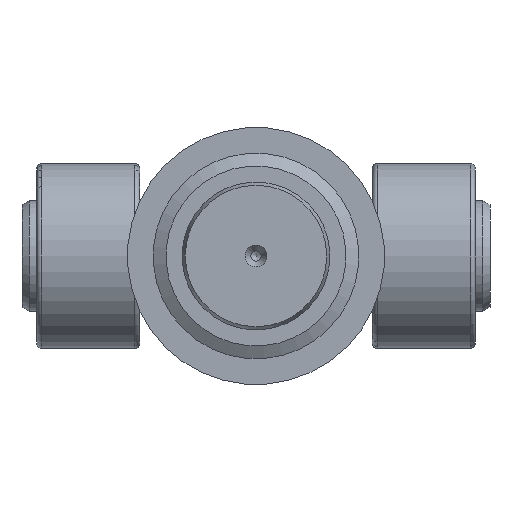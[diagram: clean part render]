
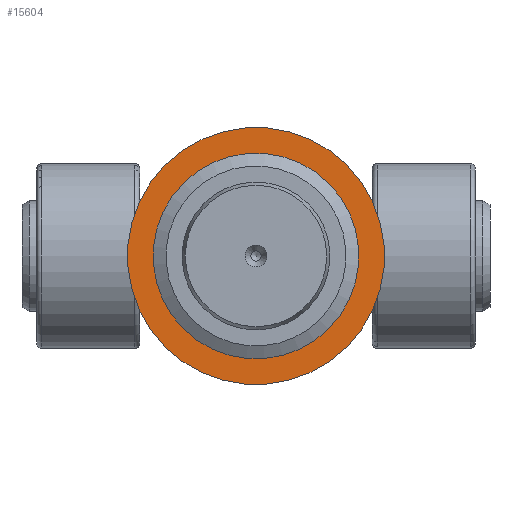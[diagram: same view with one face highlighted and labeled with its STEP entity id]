
A CAD part, front view. The second image highlights one B-rep face of the part: STEP entity #15604.
In plain terms, the highlighted face is planar.
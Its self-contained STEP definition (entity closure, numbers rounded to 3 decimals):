
#4020=PLANE('',#16537);
#4224=FACE_BOUND('',#6067,.T.);
#5083=FACE_OUTER_BOUND('',#6066,.T.);
#6066=EDGE_LOOP('',(#14627));
#6067=EDGE_LOOP('',(#14628));
#6305=CIRCLE('',#16514,39.32);
#6317=CIRCLE('',#16538,50.);
#7835=VERTEX_POINT('',#31722);
#7847=VERTEX_POINT('',#31758);
#10096=EDGE_CURVE('',#7835,#7835,#6305,.T.);
#10108=EDGE_CURVE('',#7847,#7847,#6317,.T.);
#14627=ORIENTED_EDGE('',*,*,#10108,.T.);
#14628=ORIENTED_EDGE('',*,*,#10096,.F.);
#15604=ADVANCED_FACE('',(#5083,#4224),#4020,.F.);
#16514=AXIS2_PLACEMENT_3D('',#31723,#19473,#19474);
#16537=AXIS2_PLACEMENT_3D('',#31757,#19519,#19520);
#16538=AXIS2_PLACEMENT_3D('',#31759,#19521,#19522);
#19473=DIRECTION('center_axis',(0.,0.,-1.));
#19474=DIRECTION('ref_axis',(0.,-1.,0.));
#19519=DIRECTION('center_axis',(0.,0.,1.));
#19520=DIRECTION('ref_axis',(1.,0.,0.));
#19521=DIRECTION('center_axis',(0.,0.,-1.));
#19522=DIRECTION('ref_axis',(-1.,0.,0.));
#31722=CARTESIAN_POINT('',(0.,-39.32,90.));
#31723=CARTESIAN_POINT('Origin',(0.,0.,90.));
#31757=CARTESIAN_POINT('Origin',(0.,0.,
90.));
#31758=CARTESIAN_POINT('',(50.,0.,90.));
#31759=CARTESIAN_POINT('Origin',(0.,0.,90.));
